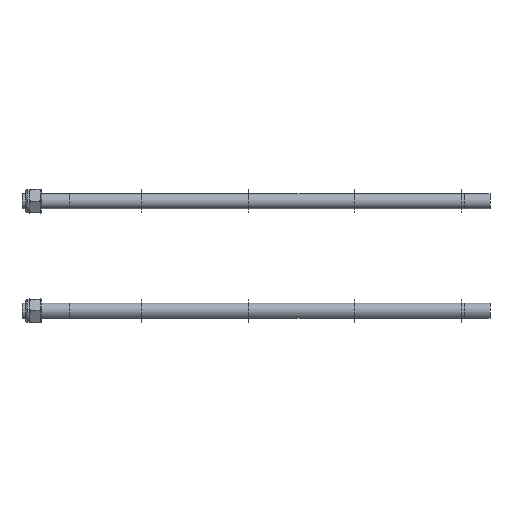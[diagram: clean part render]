
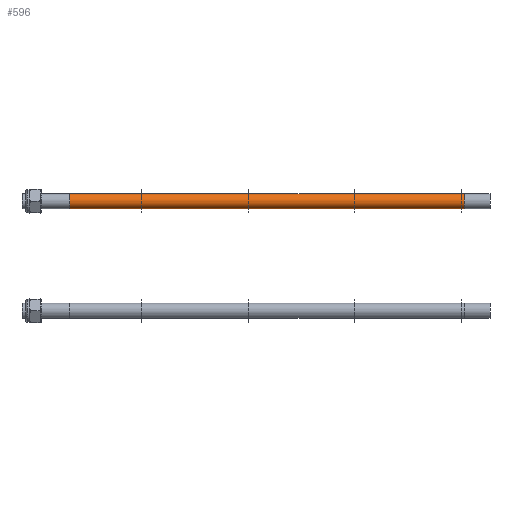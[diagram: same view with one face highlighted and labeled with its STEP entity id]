
A CAD part, left-side view. The second image highlights one B-rep face of the part: STEP entity #596.
In plain terms, the highlighted cylindrical face has radius 4 mm (diameter 8 mm), a full revolution.
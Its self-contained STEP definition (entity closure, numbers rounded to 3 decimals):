
#208=ORIENTED_EDGE('',*,*,#246,.F.);
#209=ORIENTED_EDGE('',*,*,#248,.F.);
#246=EDGE_CURVE('',#277,#277,#296,.T.);
#248=EDGE_CURVE('',#279,#279,#298,.T.);
#277=VERTEX_POINT('',#1361);
#279=VERTEX_POINT('',#1366);
#296=CIRCLE('',#657,4.);
#298=CIRCLE('',#660,4.);
#341=EDGE_LOOP('',(#208));
#342=EDGE_LOOP('',(#209));
#387=FACE_BOUND('',#341,.T.);
#388=FACE_BOUND('',#342,.T.);
#399=CYLINDRICAL_SURFACE('',#661,4.);
#596=ADVANCED_FACE('',(#387,#388),#399,.T.);
#657=AXIS2_PLACEMENT_3D('',#1360,#772,#773);
#660=AXIS2_PLACEMENT_3D('',#1365,#778,#779);
#661=AXIS2_PLACEMENT_3D('',#1367,#780,#781);
#772=DIRECTION('',(0.,0.,1.));
#773=DIRECTION('',(-1.,0.,0.));
#778=DIRECTION('',(0.,0.,-1.));
#779=DIRECTION('',(-1.,0.,0.));
#780=DIRECTION('',(0.,0.,-1.));
#781=DIRECTION('',(-1.,0.,0.));
#1360=CARTESIAN_POINT('',(0.,0.,232.5));
#1361=CARTESIAN_POINT('',(-4.,0.,232.5));
#1365=CARTESIAN_POINT('',(0.,0.,25.));
#1366=CARTESIAN_POINT('',(-4.,0.,25.));
#1367=CARTESIAN_POINT('',(0.,0.,246.));
